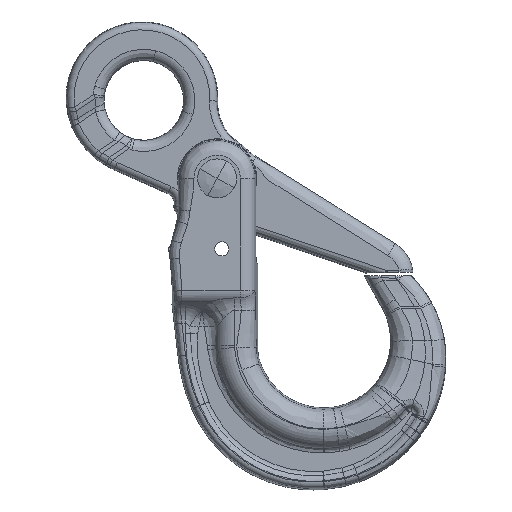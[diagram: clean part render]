
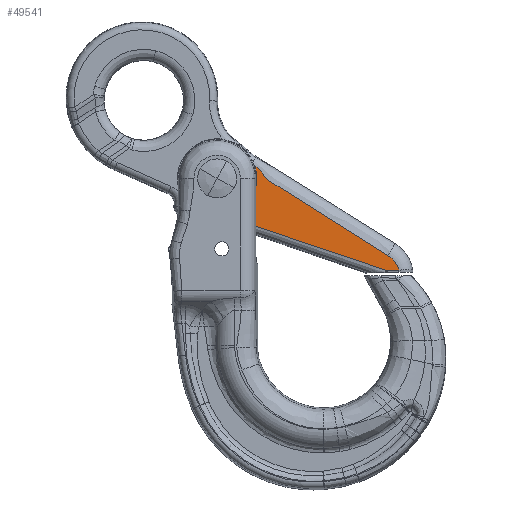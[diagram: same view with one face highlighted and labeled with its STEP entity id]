
A CAD part, top view. The second image highlights one B-rep face of the part: STEP entity #49541.
In plain terms, the highlighted planar face has unit normal (0, 0, 1).
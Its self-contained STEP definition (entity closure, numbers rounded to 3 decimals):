
#36910=CARTESIAN_POINT('Vertex',(69.371,-39.232,6.4)) ;
#36990=CARTESIAN_POINT('Vertex',(74.147,-39.068,6.4)) ;
#36994=CARTESIAN_POINT('Control Point',(74.147,-39.068,6.4)) ;
#36995=CARTESIAN_POINT('Control Point',(73.928,-39.068,6.4)) ;
#36996=CARTESIAN_POINT('Control Point',(73.709,-39.068,6.4)) ;
#36997=CARTESIAN_POINT('Control Point',(73.494,-39.067,6.4)) ;
#36998=CARTESIAN_POINT('Control Point',(73.05,-39.068,6.4)) ;
#36999=CARTESIAN_POINT('Control Point',(72.602,-39.072,6.4)) ;
#37000=CARTESIAN_POINT('Control Point',(72.377,-39.076,6.4)) ;
#37001=CARTESIAN_POINT('Control Point',(71.719,-39.09,6.4)) ;
#37002=CARTESIAN_POINT('Control Point',(71.057,-39.117,6.4)) ;
#37003=CARTESIAN_POINT('Control Point',(70.621,-39.141,6.4)) ;
#37004=CARTESIAN_POINT('Control Point',(70.109,-39.176,6.4)) ;
#37005=CARTESIAN_POINT('Control Point',(69.599,-39.214,6.4)) ;
#37006=CARTESIAN_POINT('Control Point',(69.523,-39.22,6.4)) ;
#37007=CARTESIAN_POINT('Control Point',(69.447,-39.226,6.4)) ;
#37008=CARTESIAN_POINT('Control Point',(69.371,-39.232,6.4)) ;
#39059=CARTESIAN_POINT('Vertex',(11.239,-18.471,6.4)) ;
#39063=CARTESIAN_POINT('Control Point',(11.239,-18.471,6.4)) ;
#39064=CARTESIAN_POINT('Control Point',(11.211,-18.461,6.4)) ;
#39065=CARTESIAN_POINT('Control Point',(11.182,-18.45,6.4)) ;
#39066=CARTESIAN_POINT('Control Point',(11.153,-18.44,6.4)) ;
#39067=CARTESIAN_POINT('Control Point',(10.448,-18.184,6.4)) ;
#39068=CARTESIAN_POINT('Control Point',(9.74,-17.938,6.4)) ;
#39069=CARTESIAN_POINT('Control Point',(9.057,-17.711,6.4)) ;
#39070=CARTESIAN_POINT('Control Point',(7.456,-17.204,6.4)) ;
#39071=CARTESIAN_POINT('Control Point',(5.842,-16.748,6.4)) ;
#39072=CARTESIAN_POINT('Control Point',(4.916,-16.505,6.4)) ;
#39073=CARTESIAN_POINT('Control Point',(3.986,-16.279,6.4)) ;
#39074=CARTESIAN_POINT('Control Point',(3.054,-16.07,6.4)) ;
#39075=CARTESIAN_POINT('Vertex',(3.054,-16.07,6.4)) ;
#42805=CARTESIAN_POINT('Axis2P3D Location',(0.,0.,6.4)) ;
#42809=CARTESIAN_POINT('Vertex',(15.643,-4.783,6.4)) ;
#42834=CARTESIAN_POINT('Axis2P3D Location',(0.,0.,6.4)) ;
#42838=CARTESIAN_POINT('Vertex',(15.528,5.144,6.4)) ;
#48399=CARTESIAN_POINT('Axis2P3D Location',(0.,0.,6.4)) ;
#48850=CARTESIAN_POINT('Control Point',(15.528,5.144,6.4)) ;
#48851=CARTESIAN_POINT('Control Point',(15.981,4.804,6.4)) ;
#48852=CARTESIAN_POINT('Control Point',(16.415,4.439,6.4)) ;
#48853=CARTESIAN_POINT('Control Point',(16.823,4.042,6.4)) ;
#48854=CARTESIAN_POINT('Control Point',(17.564,3.227,6.4)) ;
#48855=CARTESIAN_POINT('Control Point',(18.244,2.351,6.4)) ;
#48856=CARTESIAN_POINT('Control Point',(18.563,1.922,6.4)) ;
#48857=CARTESIAN_POINT('Control Point',(19.152,1.126,6.4)) ;
#48858=CARTESIAN_POINT('Control Point',(19.764,0.351,6.4)) ;
#48859=CARTESIAN_POINT('Control Point',(20.057,0.001,6.4)) ;
#48860=CARTESIAN_POINT('Control Point',(20.593,-0.59,6.4)) ;
#48861=CARTESIAN_POINT('Control Point',(21.174,-1.13,6.4)) ;
#48862=CARTESIAN_POINT('Control Point',(21.432,-1.353,6.4)) ;
#48863=CARTESIAN_POINT('Control Point',(21.832,-1.67,6.4)) ;
#48864=CARTESIAN_POINT('Control Point',(22.247,-1.968,6.4)) ;
#48865=CARTESIAN_POINT('Control Point',(22.386,-2.065,6.4)) ;
#48866=CARTESIAN_POINT('Control Point',(22.663,-2.252,6.4)) ;
#48867=CARTESIAN_POINT('Control Point',(22.942,-2.435,6.4)) ;
#48868=CARTESIAN_POINT('Control Point',(23.105,-2.541,6.4)) ;
#48869=CARTESIAN_POINT('Control Point',(31.696,-8.129,6.4)) ;
#48870=CARTESIAN_POINT('Control Point',(40.307,-13.732,6.4)) ;
#48871=CARTESIAN_POINT('Control Point',(48.791,-19.251,6.4)) ;
#48872=CARTESIAN_POINT('Control Point',(58.071,-25.288,6.4)) ;
#48873=CARTESIAN_POINT('Control Point',(67.342,-31.319,6.4)) ;
#48874=CARTESIAN_POINT('Control Point',(68.136,-31.836,6.4)) ;
#48875=CARTESIAN_POINT('Control Point',(68.935,-32.355,6.4)) ;
#48876=CARTESIAN_POINT('Control Point',(69.733,-32.875,6.4)) ;
#48877=CARTESIAN_POINT('Control Point',(69.738,-32.878,6.4)) ;
#48878=CARTESIAN_POINT('Control Point',(69.743,-32.881,6.4)) ;
#48879=CARTESIAN_POINT('Control Point',(69.748,-32.884,6.4)) ;
#48880=CARTESIAN_POINT('Vertex',(69.748,-32.884,6.4)) ;
#49373=CARTESIAN_POINT('Axis2P3D Location',(64.111,-41.55,6.4)) ;
#49504=CARTESIAN_POINT('Control Point',(69.371,-39.232,6.4)) ;
#49505=CARTESIAN_POINT('Control Point',(68.151,-38.787,6.4)) ;
#49506=CARTESIAN_POINT('Control Point',(66.949,-38.348,6.4)) ;
#49507=CARTESIAN_POINT('Control Point',(65.734,-37.904,6.4)) ;
#49508=CARTESIAN_POINT('Control Point',(62.371,-36.676,6.4)) ;
#49509=CARTESIAN_POINT('Control Point',(59.009,-35.448,6.4)) ;
#49510=CARTESIAN_POINT('Control Point',(56.935,-34.69,6.4)) ;
#49511=CARTESIAN_POINT('Control Point',(50.725,-32.422,6.4)) ;
#49512=CARTESIAN_POINT('Control Point',(44.511,-30.153,6.4)) ;
#49513=CARTESIAN_POINT('Control Point',(40.37,-28.64,6.4)) ;
#49514=CARTESIAN_POINT('Control Point',(34.164,-26.373,6.4)) ;
#49515=CARTESIAN_POINT('Control Point',(27.948,-24.103,6.4)) ;
#49516=CARTESIAN_POINT('Control Point',(25.882,-23.348,6.4)) ;
#49517=CARTESIAN_POINT('Control Point',(23.525,-22.488,6.4)) ;
#49518=CARTESIAN_POINT('Control Point',(21.166,-21.626,6.4)) ;
#49519=CARTESIAN_POINT('Control Point',(21.031,-21.577,6.4)) ;
#49520=CARTESIAN_POINT('Control Point',(20.483,-21.376,6.4)) ;
#49521=CARTESIAN_POINT('Control Point',(19.933,-21.18,6.4)) ;
#49522=CARTESIAN_POINT('Control Point',(19.673,-21.089,6.4)) ;
#49523=CARTESIAN_POINT('Control Point',(18.89,-20.823,6.4)) ;
#49524=CARTESIAN_POINT('Control Point',(18.1,-20.577,6.4)) ;
#49525=CARTESIAN_POINT('Control Point',(17.57,-20.422,6.4)) ;
#49526=CARTESIAN_POINT('Control Point',(15.976,-19.974,6.4)) ;
#49527=CARTESIAN_POINT('Control Point',(14.376,-19.543,6.4)) ;
#49528=CARTESIAN_POINT('Control Point',(13.314,-19.229,6.4)) ;
#49529=CARTESIAN_POINT('Control Point',(12.277,-18.85,6.4)) ;
#49530=CARTESIAN_POINT('Control Point',(11.239,-18.471,6.4)) ;
#42806=DIRECTION('Axis2P3D Direction',(0.,0.,1.)) ;
#42835=DIRECTION('Axis2P3D Direction',(0.,0.,1.)) ;
#48400=DIRECTION('Axis2P3D Direction',(-0.,0.,1.)) ;
#48401=DIRECTION('Axis2P3D XDirection',(0.956,-0.292,0.)) ;
#49374=DIRECTION('Axis2P3D Direction',(0.,0.,-1.)) ;
#42807=AXIS2_PLACEMENT_3D('Circle Axis2P3D',#42805,#42806,$) ;
#42836=AXIS2_PLACEMENT_3D('Circle Axis2P3D',#42834,#42835,$) ;
#48402=AXIS2_PLACEMENT_3D('Plane Axis2P3D',#48399,#48400,#48401) ;
#49375=AXIS2_PLACEMENT_3D('Circle Axis2P3D',#49373,#49374,$) ;
#49533=ORIENTED_EDGE('',*,*,#39077,.T.) ;
#49534=ORIENTED_EDGE('',*,*,#49531,.T.) ;
#49535=ORIENTED_EDGE('',*,*,#37009,.T.) ;
#49536=ORIENTED_EDGE('',*,*,#49377,.T.) ;
#49537=ORIENTED_EDGE('',*,*,#48882,.T.) ;
#49538=ORIENTED_EDGE('',*,*,#42840,.F.) ;
#49539=ORIENTED_EDGE('',*,*,#42811,.F.) ;
#49541=ADVANCED_FACE('\X2\672C9AD4\X0\.2',(#49540),#48403,.T.) ;
#36993=B_SPLINE_CURVE_WITH_KNOTS('',5,(#36994,#36995,#36996,#36997,#36998,#36999,#37000,#37001,#37002,#37003,#37004,#37005,#37006,#37007,#37008),.UNSPECIFIED.,.F.,.U.,(6,3,3,3,6),(193.21,195.102,196.984,200.61,201.247),.UNSPECIFIED.) ;
#39062=B_SPLINE_CURVE_WITH_KNOTS('',5,(#39063,#39064,#39065,#39066,#39067,#39068,#39069,#39070,#39071,#39072,#39073,#39074),.UNSPECIFIED.,.F.,.U.,(6,3,3,6),(171.53,171.786,177.792,185.821),.UNSPECIFIED.) ;
#48849=B_SPLINE_CURVE_WITH_KNOTS('',5,(#48850,#48851,#48852,#48853,#48854,#48855,#48856,#48857,#48858,#48859,#48860,#48861,#48862,#48863,#48864,#48865,#48866,#48867,#48868,#48869,#48870,#48871,#48872,#48873,#48874,#48875,#48876,#48877,#48878,#48879),.UNSPECIFIED.,.F.,.U.,(6,3,3,3,3,3,3,3,3,6),(166.235,171.172,175.695,179.593,182.543,184.018,185.44,272.942,281.135,281.186),.UNSPECIFIED.) ;
#49503=B_SPLINE_CURVE_WITH_KNOTS('',5,(#49504,#49505,#49506,#49507,#49508,#49509,#49510,#49511,#49512,#49513,#49514,#49515,#49516,#49517,#49518,#49519,#49520,#49521,#49522,#49523,#49524,#49525,#49526,#49527,#49528,#49529,#49530),.UNSPECIFIED.,.F.,.U.,(6,3,3,3,3,3,3,3,6),(121.517,133.436,152.614,190.851,209.868,212.528,214.906,219.661,229.17),.UNSPECIFIED.) ;
#42808=CIRCLE('generated circle',#42807,16.358) ;
#42837=CIRCLE('generated circle',#42836,16.358) ;
#49376=CIRCLE('generated circle',#49375,10.338) ;
#37009=EDGE_CURVE('',#36911,#36991,#36993,.F.) ;
#39077=EDGE_CURVE('',#39076,#39060,#39062,.F.) ;
#42811=EDGE_CURVE('',#39076,#42810,#42808,.T.) ;
#42840=EDGE_CURVE('',#42810,#42839,#42837,.T.) ;
#48882=EDGE_CURVE('',#48881,#42839,#48849,.F.) ;
#49377=EDGE_CURVE('',#36991,#48881,#49376,.F.) ;
#49531=EDGE_CURVE('',#39060,#36911,#49503,.F.) ;
#49532=EDGE_LOOP('',(#49533,#49534,#49535,#49536,#49537,#49538,#49539)) ;
#49540=FACE_OUTER_BOUND('',#49532,.T.) ;
#48403=PLANE('',#48402) ;
#36911=VERTEX_POINT('',#36910) ;
#36991=VERTEX_POINT('',#36990) ;
#39060=VERTEX_POINT('',#39059) ;
#39076=VERTEX_POINT('',#39075) ;
#42810=VERTEX_POINT('',#42809) ;
#42839=VERTEX_POINT('',#42838) ;
#48881=VERTEX_POINT('',#48880) ;
